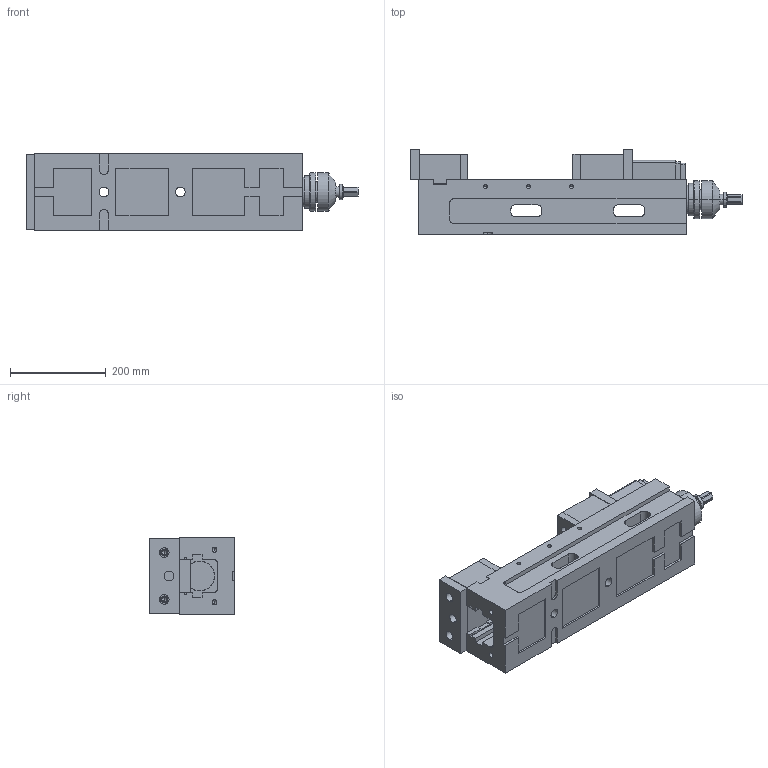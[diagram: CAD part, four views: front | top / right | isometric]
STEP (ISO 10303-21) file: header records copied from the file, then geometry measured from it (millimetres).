
FILE_DESCRIPTION (( 'STEP AP203' ), '1' );
FILE_NAME ('HPAQ-160.STEP', '2018-02-26T03:58:24', ( 'WinXP' ), ( 'MyPC' ), 'SwSTEP 2.0', 'SolidWorks 2010', '' );
FILE_SCHEMA (( 'CONFIG_CONTROL_DESIGN' ));
Length unit declared in the file: millimetre
Products named in the file (1): HPAQ-160
Bounding box: 694.68 x 178 x 161 mm (x, y, z)
Volume: 9403194.8 mm3; surface area: 870988.9 mm2
Topology: 11 solids, 11 shells, 480 faces, 1210 edges, 765 vertices
Faces by surface type: plane 222, cylinder 206, cone 48, torus 4
Entity records: 14575 total; most frequent: CARTESIAN_POINT 2698, DIRECTION 2568, ORIENTED_EDGE 2336, EDGE_CURVE 1168, AXIS2_PLACEMENT_3D 927, VERTEX_POINT 765, VECTOR 714, LINE 714
